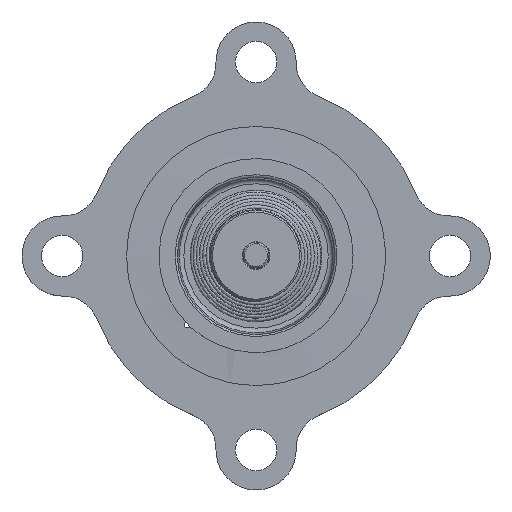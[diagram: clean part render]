
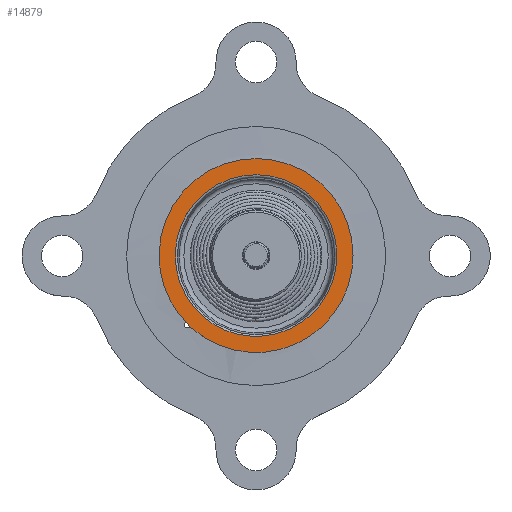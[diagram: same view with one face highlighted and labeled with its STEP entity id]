
A CAD part, top view. The second image highlights one B-rep face of the part: STEP entity #14879.
In plain terms, the highlighted planar face has unit normal (0, 0, 1).
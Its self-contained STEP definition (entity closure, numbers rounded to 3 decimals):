
#14755=CARTESIAN_POINT('',(12.5,-0.,41.77));
#14756=VERTEX_POINT('',#14755);
#14765=CARTESIAN_POINT('',(-8.298,-9.348,41.77));
#14766=VERTEX_POINT('',#14765);
#14767=CARTESIAN_POINT('',(-0.,0.,41.77));
#14768=DIRECTION('',(0.,0.,-1.));
#14769=DIRECTION('',(-0.664,-0.748,-0.));
#14770=AXIS2_PLACEMENT_3D('',#14767,#14768,#14769);
#14771=CIRCLE('',#14770,12.5);
#14772=EDGE_CURVE('',#14766,#14756,#14771,.T.);
#14774=CARTESIAN_POINT('',(-0.,0.,41.77));
#14775=DIRECTION('',(0.,0.,-1.));
#14776=DIRECTION('',(-0.664,-0.748,-0.));
#14777=AXIS2_PLACEMENT_3D('',#14774,#14775,#14776);
#14778=CIRCLE('',#14777,12.5);
#14779=EDGE_CURVE('',#14756,#14766,#14778,.T.);
#14806=CARTESIAN_POINT('',(15.,-0.,41.77));
#14807=VERTEX_POINT('',#14806);
#14833=CARTESIAN_POINT('',(-9.958,-11.218,41.77));
#14834=VERTEX_POINT('',#14833);
#14835=CARTESIAN_POINT('',(-0.,0.,41.77));
#14836=DIRECTION('',(0.,0.,-1.));
#14837=DIRECTION('',(-0.664,-0.748,-0.));
#14838=AXIS2_PLACEMENT_3D('',#14835,#14836,#14837);
#14839=CIRCLE('',#14838,15.);
#14840=EDGE_CURVE('',#14807,#14834,#14839,.T.);
#14842=CARTESIAN_POINT('',(-0.,0.,41.77));
#14843=DIRECTION('',(0.,0.,-1.));
#14844=DIRECTION('',(-0.664,-0.748,-0.));
#14845=AXIS2_PLACEMENT_3D('',#14842,#14843,#14844);
#14846=CIRCLE('',#14845,15.);
#14847=EDGE_CURVE('',#14834,#14807,#14846,.T.);
#14866=CARTESIAN_POINT('',(-0.,0.,41.77));
#14867=DIRECTION('',(0.,0.,-1.));
#14868=DIRECTION('',(-1.,0.,-0.));
#14869=AXIS2_PLACEMENT_3D('',#14866,#14867,#14868);
#14870=PLANE('',#14869);
#14871=ORIENTED_EDGE('',*,*,#14772,.T.);
#14872=ORIENTED_EDGE('',*,*,#14779,.T.);
#14873=EDGE_LOOP('',(#14871,#14872));
#14874=FACE_BOUND('',#14873,.T.);
#14875=ORIENTED_EDGE('',*,*,#14840,.F.);
#14876=ORIENTED_EDGE('',*,*,#14847,.F.);
#14877=EDGE_LOOP('',(#14875,#14876));
#14878=FACE_BOUND('',#14877,.T.);
#14879=ADVANCED_FACE('',(#14874,#14878),#14870,.F.);
